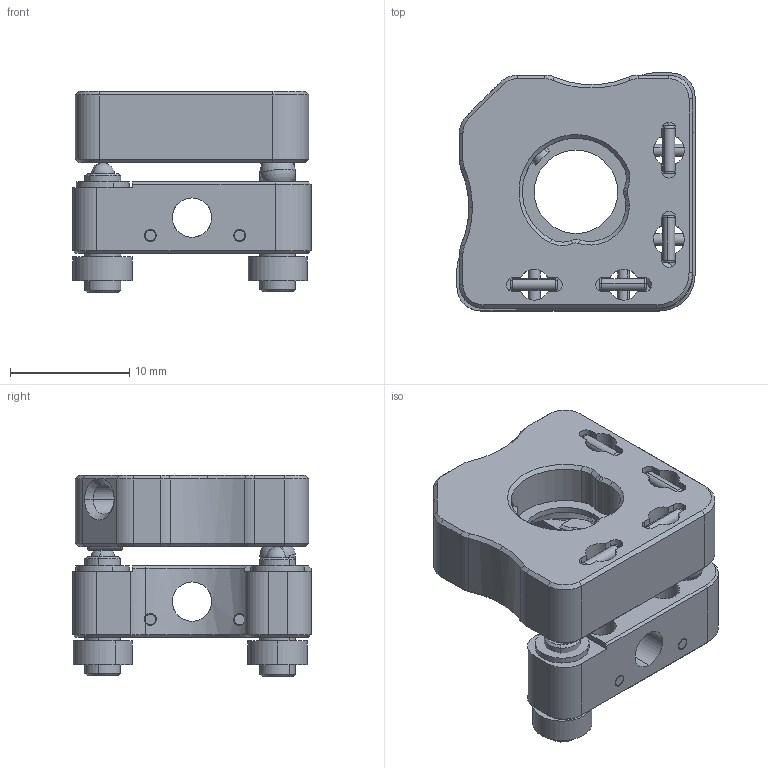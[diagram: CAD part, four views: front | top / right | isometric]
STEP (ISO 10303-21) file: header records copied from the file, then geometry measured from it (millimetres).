
FILE_DESCRIPTION (( 'STEP AP203' ), '1' );
FILE_NAME ('NMM8m.STEP', '2022-07-15T05:59:11', ( '' ), ( '' ), 'SwSTEP 2.0', 'SolidWorks 2021', '' );
FILE_SCHEMA (( 'CONFIG_CONTROL_DESIGN' ));
Length unit declared in the file: millimetre
Products named in the file (1): NMM8m
Bounding box: 20 x 20 x 16.9 mm (x, y, z)
Surface area: 2930.4 mm2 (no closed solid volume)
Topology: 0 solids, 26 shells, 469 faces, 1282 edges, 827 vertices
Faces by surface type: plane 250, cylinder 116, cone 97, sphere 6
Entity records: 15012 total; most frequent: CARTESIAN_POINT 2989, DIRECTION 2523, ORIENTED_EDGE 2360, EDGE_CURVE 1263, VECTOR 863, LINE 863, AXIS2_PLACEMENT_3D 830, VERTEX_POINT 818
